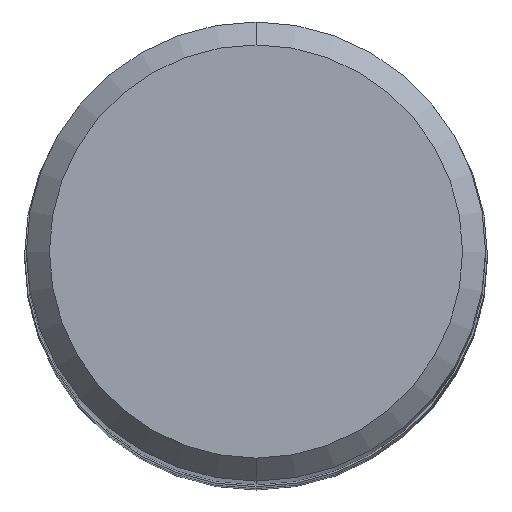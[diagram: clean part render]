
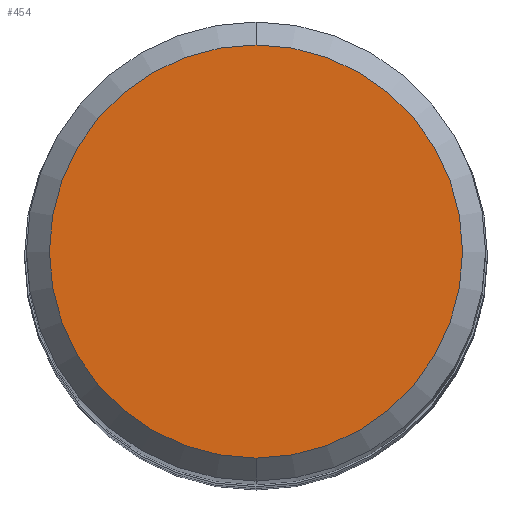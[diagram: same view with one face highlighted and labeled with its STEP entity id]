
A CAD part, top view. The second image highlights one B-rep face of the part: STEP entity #454.
In plain terms, the highlighted planar face has unit normal (0, 0, 1).
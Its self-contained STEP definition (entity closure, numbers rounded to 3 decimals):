
#236=VERTEX_POINT('',#544);
#254=EDGE_CURVE('',#320,#236,#564,.T.);
#316=EDGE_CURVE('',#236,#320,#636,.T.);
#320=VERTEX_POINT('',#640);
#454=ADVANCED_FACE('',(#784),#785,.T.);
#544=CARTESIAN_POINT('',(0.0,5.4,0.0));
#564=CIRCLE('',#940,5.4);
#636=CIRCLE('',#1068,5.4);
#640=CARTESIAN_POINT('',(0.,-5.4,0.0));
#784=FACE_OUTER_BOUND('',#1481,.T.);
#785=PLANE('',#1482);
#940=AXIS2_PLACEMENT_3D('',#1595,#1596,#1597);
#1068=AXIS2_PLACEMENT_3D('',#1697,#1698,#1699);
#1481=EDGE_LOOP('',(#1829,#1830));
#1482=AXIS2_PLACEMENT_3D('',#1831,#1832,#1833);
#1595=CARTESIAN_POINT('',(0.0,0.0,0.0));
#1596=DIRECTION('',(0.0,0.0,-1.0));
#1597=DIRECTION('',(0.0,1.0,0.0));
#1697=CARTESIAN_POINT('',(0.0,0.0,0.0));
#1698=DIRECTION('',(0.0,0.0,-1.0));
#1699=DIRECTION('',(0.0,1.0,0.0));
#1829=ORIENTED_EDGE('',*,*,#316,.F.);
#1830=ORIENTED_EDGE('',*,*,#254,.F.);
#1831=CARTESIAN_POINT('',(0.0,2.7,0.0));
#1832=DIRECTION('',(-0.0,0.0,1.0));
#1833=DIRECTION('',(0.0,-1.0,0.0));
